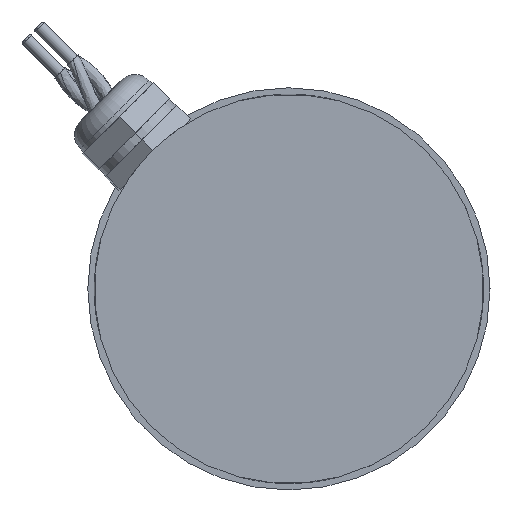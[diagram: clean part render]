
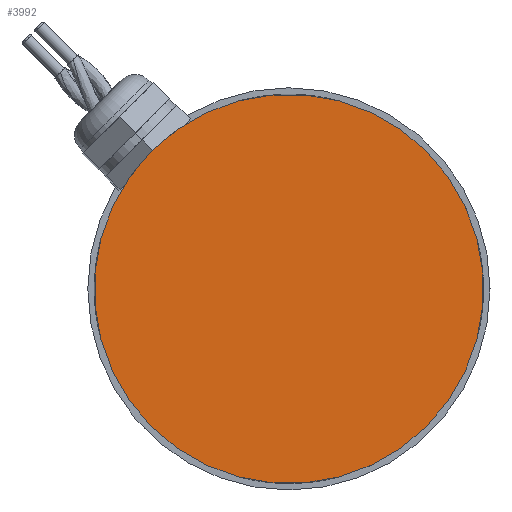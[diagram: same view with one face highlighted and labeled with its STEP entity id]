
A CAD part, left-side view. The second image highlights one B-rep face of the part: STEP entity #3992.
In plain terms, the highlighted planar face has unit normal (-1, 0, 0).
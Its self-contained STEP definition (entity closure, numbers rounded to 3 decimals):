
#1268 = CARTESIAN_POINT ( 'NONE',  ( -196.72, -35.921, -35.921 ) ) ;
#2738 = AXIS2_PLACEMENT_3D ( 'NONE', #11022, #8622, #6824 ) ;
#3350 = VERTEX_POINT ( 'NONE', #1268 ) ;
#3445 = DIRECTION ( 'NONE',  ( 0., 0.707, 0.707 ) ) ;
#3992 = ADVANCED_FACE ( 'NONE', ( #11986 ), #6856, .F. ) ;
#4487 = AXIS2_PLACEMENT_3D ( 'NONE', #12965, #6753, #10826 ) ;
#5574 = ORIENTED_EDGE ( 'NONE', *, *, #8718, .F. ) ;
#6638 = EDGE_CURVE ( 'NONE', #3350, #7359, #8101, .T. ) ;
#6753 = DIRECTION ( 'NONE',  ( 1., 0., 0. ) ) ;
#6824 = DIRECTION ( 'NONE',  ( 0., 0.707, 0.707 ) ) ;
#6856 = PLANE ( 'NONE',  #11018 ) ;
#7359 = VERTEX_POINT ( 'NONE', #8950 ) ;
#7726 = CARTESIAN_POINT ( 'NONE',  ( -196.72, 0., 0. ) ) ;
#8101 = CIRCLE ( 'NONE', #4487, 50.8 ) ;
#8622 = DIRECTION ( 'NONE',  ( 1., 0., 0. ) ) ;
#8718 = EDGE_CURVE ( 'NONE', #7359, #3350, #12209, .T. ) ;
#8853 = DIRECTION ( 'NONE',  ( 1., 0., 0. ) ) ;
#8950 = CARTESIAN_POINT ( 'NONE',  ( -196.72, 35.921, 35.921 ) ) ;
#9066 = EDGE_LOOP ( 'NONE', ( #9726, #5574 ) ) ;
#9726 = ORIENTED_EDGE ( 'NONE', *, *, #6638, .F. ) ;
#10826 = DIRECTION ( 'NONE',  ( 0., 0.707, 0.707 ) ) ;
#11018 = AXIS2_PLACEMENT_3D ( 'NONE', #7726, #8853, #3445 ) ;
#11022 = CARTESIAN_POINT ( 'NONE',  ( -196.72, 0., 0. ) ) ;
#11986 = FACE_OUTER_BOUND ( 'NONE', #9066, .T. ) ;
#12209 = CIRCLE ( 'NONE', #2738, 50.8 ) ;
#12965 = CARTESIAN_POINT ( 'NONE',  ( -196.72, 0., 0. ) ) ;
